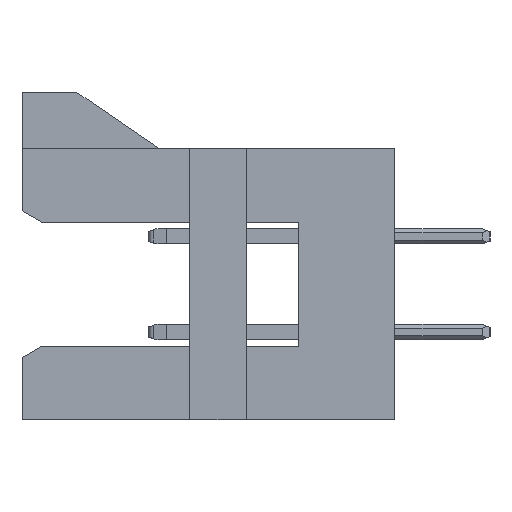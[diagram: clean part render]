
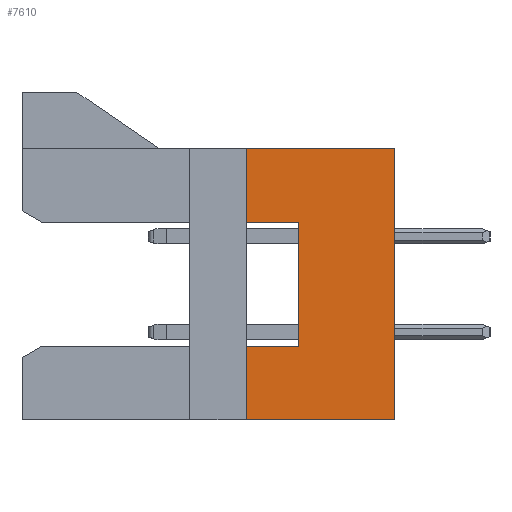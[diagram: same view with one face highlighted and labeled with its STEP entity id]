
A CAD part, left-side view. The second image highlights one B-rep face of the part: STEP entity #7610.
In plain terms, the highlighted planar face has unit normal (-1, 0, 0).
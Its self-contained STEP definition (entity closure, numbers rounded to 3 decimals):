
#3805=CARTESIAN_POINT('',(-11.825,-2.41,-1.65));
#3806=VERTEX_POINT('',#3805);
#3813=CARTESIAN_POINT('',(-11.825,-2.41,1.65));
#3814=VERTEX_POINT('',#3813);
#3815=CARTESIAN_POINT('',(-11.825,-2.41,-1.65));
#3816=DIRECTION('',(0.,0.,1.));
#3817=VECTOR('',#3816,3.3);
#3818=LINE('',#3815,#3817);
#3819=EDGE_CURVE('',#3806,#3814,#3818,.T.);
#5124=CARTESIAN_POINT('',(-11.825,-1.01,3.6));
#5125=VERTEX_POINT('',#5124);
#5135=CARTESIAN_POINT('',(-11.825,-4.95,3.6));
#5136=VERTEX_POINT('',#5135);
#5137=CARTESIAN_POINT('',(-11.825,-1.01,3.6));
#5138=CARTESIAN_POINT('',(-11.825,-1.798,3.6));
#5139=CARTESIAN_POINT('',(-11.825,-2.586,3.6));
#5140=CARTESIAN_POINT('',(-11.825,-3.374,3.6));
#5141=CARTESIAN_POINT('',(-11.825,-4.162,3.6));
#5142=CARTESIAN_POINT('',(-11.825,-4.95,3.6));
#5143=B_SPLINE_CURVE_WITH_KNOTS('',5,(#5137,#5138,#5139,#5140,#5141,#5142),.UNSPECIFIED.,.F.,.U.,(6,6),(0.,3.94),.UNSPECIFIED.);
#5144=EDGE_CURVE('',#5125,#5136,#5143,.T.);
#6805=CARTESIAN_POINT('',(-11.825,-4.95,-3.6));
#6806=VERTEX_POINT('',#6805);
#6816=CARTESIAN_POINT('',(-11.825,-1.01,-3.6));
#6817=VERTEX_POINT('',#6816);
#6818=CARTESIAN_POINT('',(-11.825,-4.95,-3.6));
#6819=CARTESIAN_POINT('',(-11.825,-4.162,-3.6));
#6820=CARTESIAN_POINT('',(-11.825,-3.374,-3.6));
#6821=CARTESIAN_POINT('',(-11.825,-2.586,-3.6));
#6822=CARTESIAN_POINT('',(-11.825,-1.798,-3.6));
#6823=CARTESIAN_POINT('',(-11.825,-1.01,-3.6));
#6824=B_SPLINE_CURVE_WITH_KNOTS('',5,(#6818,#6819,#6820,#6821,#6822,#6823),.UNSPECIFIED.,.F.,.U.,(6,6),(0.,3.94),.UNSPECIFIED.);
#6825=EDGE_CURVE('',#6806,#6817,#6824,.T.);
#7513=CARTESIAN_POINT('',(-11.825,-1.01,-1.65));
#7514=VERTEX_POINT('',#7513);
#7515=CARTESIAN_POINT('',(-11.825,-1.01,-3.6));
#7516=CARTESIAN_POINT('',(-11.825,-1.01,-3.21));
#7517=CARTESIAN_POINT('',(-11.825,-1.01,-2.82));
#7518=CARTESIAN_POINT('',(-11.825,-1.01,-2.43));
#7519=CARTESIAN_POINT('',(-11.825,-1.01,-2.04));
#7520=CARTESIAN_POINT('',(-11.825,-1.01,-1.65));
#7521=B_SPLINE_CURVE_WITH_KNOTS('',5,(#7515,#7516,#7517,#7518,#7519,#7520),.UNSPECIFIED.,.F.,.U.,(6,6),(0.,1.95),.UNSPECIFIED.);
#7522=EDGE_CURVE('',#6817,#7514,#7521,.T.);
#7546=CARTESIAN_POINT('',(-11.825,-1.01,1.65));
#7547=VERTEX_POINT('',#7546);
#7557=CARTESIAN_POINT('',(-11.825,-1.01,1.65));
#7558=CARTESIAN_POINT('',(-11.825,-1.01,2.04));
#7559=CARTESIAN_POINT('',(-11.825,-1.01,2.43));
#7560=CARTESIAN_POINT('',(-11.825,-1.01,2.82));
#7561=CARTESIAN_POINT('',(-11.825,-1.01,3.21));
#7562=CARTESIAN_POINT('',(-11.825,-1.01,3.6));
#7563=B_SPLINE_CURVE_WITH_KNOTS('',5,(#7557,#7558,#7559,#7560,#7561,#7562),.UNSPECIFIED.,.F.,.U.,(6,6),(0.,1.95),.UNSPECIFIED.);
#7564=EDGE_CURVE('',#7547,#5125,#7563,.T.);
#7571=CARTESIAN_POINT('',(-11.825,-2.98,0.));
#7572=DIRECTION('',(0.,0.,1.));
#7573=DIRECTION('',(-1.,0.,0.));
#7574=AXIS2_PLACEMENT_3D('',#7571,#7573,#7572);
#7575=PLANE('',#7574);
#7576=ORIENTED_EDGE('',*,*,#3819,.F.);
#7577=CARTESIAN_POINT('',(-11.825,-2.41,-1.65));
#7578=CARTESIAN_POINT('',(-11.825,-2.13,-1.65));
#7579=CARTESIAN_POINT('',(-11.825,-1.85,-1.65));
#7580=CARTESIAN_POINT('',(-11.825,-1.57,-1.65));
#7581=CARTESIAN_POINT('',(-11.825,-1.29,-1.65));
#7582=CARTESIAN_POINT('',(-11.825,-1.01,-1.65));
#7583=B_SPLINE_CURVE_WITH_KNOTS('',5,(#7577,#7578,#7579,#7580,#7581,#7582),.UNSPECIFIED.,.F.,.U.,(6,6),(0.,1.4),.UNSPECIFIED.);
#7584=EDGE_CURVE('',#3806,#7514,#7583,.T.);
#7585=ORIENTED_EDGE('',*,*,#7584,.T.);
#7586=ORIENTED_EDGE('',*,*,#7522,.F.);
#7587=ORIENTED_EDGE('',*,*,#6825,.F.);
#7588=CARTESIAN_POINT('',(-11.825,-4.95,-3.6));
#7589=CARTESIAN_POINT('',(-11.825,-4.95,-2.16));
#7590=CARTESIAN_POINT('',(-11.825,-4.95,-0.72));
#7591=CARTESIAN_POINT('',(-11.825,-4.95,0.72));
#7592=CARTESIAN_POINT('',(-11.825,-4.95,2.16));
#7593=CARTESIAN_POINT('',(-11.825,-4.95,3.6));
#7594=B_SPLINE_CURVE_WITH_KNOTS('',5,(#7588,#7589,#7590,#7591,#7592,#7593),.UNSPECIFIED.,.F.,.U.,(6,6),(0.,7.2),.UNSPECIFIED.);
#7595=EDGE_CURVE('',#6806,#5136,#7594,.T.);
#7596=ORIENTED_EDGE('',*,*,#7595,.T.);
#7597=ORIENTED_EDGE('',*,*,#5144,.F.);
#7598=ORIENTED_EDGE('',*,*,#7564,.F.);
#7599=CARTESIAN_POINT('',(-11.825,-1.01,1.65));
#7600=CARTESIAN_POINT('',(-11.825,-1.29,1.65));
#7601=CARTESIAN_POINT('',(-11.825,-1.57,1.65));
#7602=CARTESIAN_POINT('',(-11.825,-1.85,1.65));
#7603=CARTESIAN_POINT('',(-11.825,-2.13,1.65));
#7604=CARTESIAN_POINT('',(-11.825,-2.41,1.65));
#7605=B_SPLINE_CURVE_WITH_KNOTS('',5,(#7599,#7600,#7601,#7602,#7603,#7604),.UNSPECIFIED.,.F.,.U.,(6,6),(0.,1.4),.UNSPECIFIED.);
#7606=EDGE_CURVE('',#7547,#3814,#7605,.T.);
#7607=ORIENTED_EDGE('',*,*,#7606,.T.);
#7608=EDGE_LOOP('',(#7576,#7585,#7586,#7587,#7596,#7597,#7598,#7607));
#7609=FACE_OUTER_BOUND('',#7608,.T.);
#7610=ADVANCED_FACE('',(#7609),#7575,.T.);
